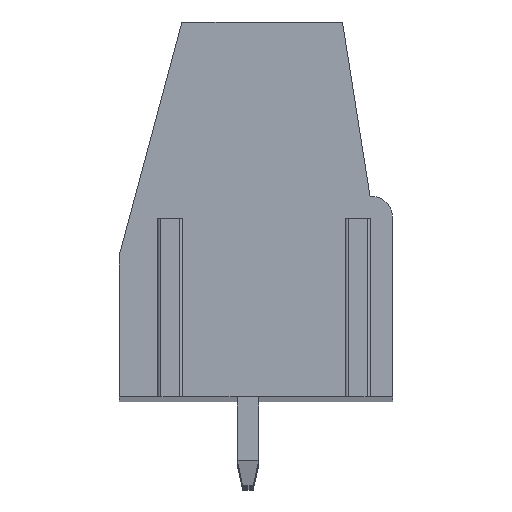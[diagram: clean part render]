
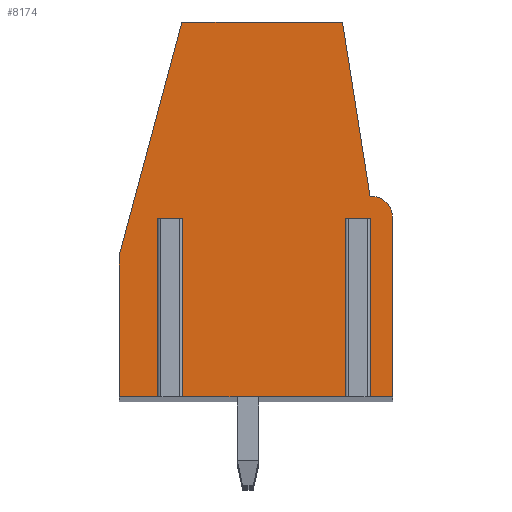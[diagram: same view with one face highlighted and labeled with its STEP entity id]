
A CAD part, top view. The second image highlights one B-rep face of the part: STEP entity #8174.
In plain terms, the highlighted planar face has unit normal (0, 0, 1).
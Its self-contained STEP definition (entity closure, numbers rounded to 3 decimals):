
#1212=DIRECTION('',(1.,0.,0.));
#1213=VECTOR('',#1212,0.57);
#1214=CARTESIAN_POINT('',(-3.485,-0.35,2.5));
#1215=LINE('',#1214,#1213);
#1216=DIRECTION('',(0.,1.,0.));
#1217=VECTOR('',#1216,6.65);
#1218=CARTESIAN_POINT('',(-3.485,-7.,2.5));
#1219=LINE('',#1218,#1217);
#1220=DIRECTION('',(1.,0.,0.));
#1221=VECTOR('',#1220,1.615);
#1222=CARTESIAN_POINT('',(-5.1,-7.,2.5));
#1223=LINE('',#1222,#1221);
#1224=DIRECTION('',(0.,-1.,0.));
#1225=VECTOR('',#1224,5.3);
#1226=CARTESIAN_POINT('',(-5.1,-1.7,2.5));
#1227=LINE('',#1226,#1225);
#1228=DIRECTION('',(-0.259,-0.966,0.));
#1229=VECTOR('',#1228,9.007);
#1230=CARTESIAN_POINT('',(-2.769,7.,2.5));
#1231=LINE('',#1230,#1229);
#1232=DIRECTION('',(-1.,0.,0.));
#1233=VECTOR('',#1232,6.);
#1234=CARTESIAN_POINT('',(3.231,7.,2.5));
#1235=LINE('',#1234,#1233);
#1236=DIRECTION('',(-0.156,0.988,0.));
#1237=VECTOR('',#1236,6.581);
#1238=CARTESIAN_POINT('',(4.261,0.5,2.5));
#1239=LINE('',#1238,#1237);
#1240=DIRECTION('',(-1.,0.,0.));
#1241=VECTOR('',#1240,0.039);
#1242=CARTESIAN_POINT('',(4.3,0.5,2.5));
#1243=LINE('',#1242,#1241);
#1244=CARTESIAN_POINT('',(4.3,-0.3,2.5));
#1245=DIRECTION('',(0.,0.,1.));
#1246=DIRECTION('',(1.,0.,0.));
#1247=AXIS2_PLACEMENT_3D('',#1244,#1245,#1246);
#1249=DIRECTION('',(0.,1.,0.));
#1250=VECTOR('',#1249,6.7);
#1251=CARTESIAN_POINT('',(5.1,-7.,2.5));
#1252=LINE('',#1251,#1250);
#1253=DIRECTION('',(1.,0.,0.));
#1254=VECTOR('',#1253,1.015);
#1255=CARTESIAN_POINT('',(4.085,-7.,2.5));
#1256=LINE('',#1255,#1254);
#1257=DIRECTION('',(0.,1.,0.));
#1258=VECTOR('',#1257,6.65);
#1259=CARTESIAN_POINT('',(4.085,-7.,2.5));
#1260=LINE('',#1259,#1258);
#1261=DIRECTION('',(1.,0.,0.));
#1262=VECTOR('',#1261,0.57);
#1263=CARTESIAN_POINT('',(3.515,-0.35,2.5));
#1264=LINE('',#1263,#1262);
#1265=DIRECTION('',(0.,1.,0.));
#1266=VECTOR('',#1265,6.65);
#1267=CARTESIAN_POINT('',(3.515,-7.,2.5));
#1268=LINE('',#1267,#1266);
#1269=DIRECTION('',(1.,0.,0.));
#1270=VECTOR('',#1269,6.43);
#1271=CARTESIAN_POINT('',(-2.915,-7.,2.5));
#1272=LINE('',#1271,#1270);
#1273=DIRECTION('',(0.,1.,0.));
#1274=VECTOR('',#1273,6.65);
#1275=CARTESIAN_POINT('',(-2.915,-7.,2.5));
#1276=LINE('',#1275,#1274);
#5527=CARTESIAN_POINT('',(-2.769,7.,2.5));
#5528=CARTESIAN_POINT('',(-5.1,-1.7,2.5));
#5529=VERTEX_POINT('',#5527);
#5530=VERTEX_POINT('',#5528);
#5531=CARTESIAN_POINT('',(-5.1,-7.,2.5));
#5532=VERTEX_POINT('',#5531);
#5533=CARTESIAN_POINT('',(5.1,-7.,2.5));
#5534=CARTESIAN_POINT('',(5.1,-0.3,2.5));
#5535=VERTEX_POINT('',#5533);
#5536=VERTEX_POINT('',#5534);
#5537=CARTESIAN_POINT('',(4.3,0.5,2.5));
#5538=VERTEX_POINT('',#5537);
#5539=CARTESIAN_POINT('',(4.261,0.5,2.5));
#5540=VERTEX_POINT('',#5539);
#5541=CARTESIAN_POINT('',(3.231,7.,2.5));
#5542=VERTEX_POINT('',#5541);
#5623=CARTESIAN_POINT('',(-3.485,-0.35,2.5));
#5624=CARTESIAN_POINT('',(-2.915,-0.35,2.5));
#5625=VERTEX_POINT('',#5623);
#5626=VERTEX_POINT('',#5624);
#5627=CARTESIAN_POINT('',(3.515,-0.35,2.5));
#5628=CARTESIAN_POINT('',(4.085,-0.35,2.5));
#5629=VERTEX_POINT('',#5627);
#5630=VERTEX_POINT('',#5628);
#5631=CARTESIAN_POINT('',(-2.915,-7.,2.5));
#5632=VERTEX_POINT('',#5631);
#5633=CARTESIAN_POINT('',(-3.485,-7.,2.5));
#5634=VERTEX_POINT('',#5633);
#5635=CARTESIAN_POINT('',(4.085,-7.,2.5));
#5636=VERTEX_POINT('',#5635);
#5637=CARTESIAN_POINT('',(3.515,-7.,2.5));
#5638=VERTEX_POINT('',#5637);
#8145=CARTESIAN_POINT('',(0.,0.,2.5));
#8146=DIRECTION('',(0.,0.,1.));
#8147=DIRECTION('',(1.,0.,0.));
#8148=AXIS2_PLACEMENT_3D('',#8145,#8146,#8147);
#8149=PLANE('',#8148);
#8151=ORIENTED_EDGE('',*,*,#8150,.F.);
#8153=ORIENTED_EDGE('',*,*,#8152,.F.);
#8154=ORIENTED_EDGE('',*,*,#7329,.F.);
#8155=ORIENTED_EDGE('',*,*,#7720,.F.);
#8156=ORIENTED_EDGE('',*,*,#7734,.F.);
#8157=ORIENTED_EDGE('',*,*,#7748,.F.);
#8158=ORIENTED_EDGE('',*,*,#7888,.F.);
#8159=ORIENTED_EDGE('',*,*,#7902,.F.);
#8160=ORIENTED_EDGE('',*,*,#7916,.F.);
#8161=ORIENTED_EDGE('',*,*,#7929,.F.);
#8162=ORIENTED_EDGE('',*,*,#7353,.F.);
#8164=ORIENTED_EDGE('',*,*,#8163,.T.);
#8166=ORIENTED_EDGE('',*,*,#8165,.F.);
#8168=ORIENTED_EDGE('',*,*,#8167,.F.);
#8169=ORIENTED_EDGE('',*,*,#7341,.F.);
#8171=ORIENTED_EDGE('',*,*,#8170,.T.);
#8172=EDGE_LOOP('',(#8151,#8153,#8154,#8155,#8156,#8157,#8158,#8159,#8160,#8161,
#8162,#8164,#8166,#8168,#8169,#8171));
#8173=FACE_OUTER_BOUND('',#8172,.F.);
#1248=CIRCLE('',#1247,0.8);
#7329=EDGE_CURVE('',#5532,#5634,#1223,.T.);
#7341=EDGE_CURVE('',#5632,#5638,#1272,.T.);
#7353=EDGE_CURVE('',#5636,#5535,#1256,.T.);
#7720=EDGE_CURVE('',#5530,#5532,#1227,.T.);
#7734=EDGE_CURVE('',#5529,#5530,#1231,.T.);
#7748=EDGE_CURVE('',#5542,#5529,#1235,.T.);
#7888=EDGE_CURVE('',#5540,#5542,#1239,.T.);
#7902=EDGE_CURVE('',#5538,#5540,#1243,.T.);
#7916=EDGE_CURVE('',#5536,#5538,#1248,.T.);
#7929=EDGE_CURVE('',#5535,#5536,#1252,.T.);
#8150=EDGE_CURVE('',#5625,#5626,#1215,.T.);
#8152=EDGE_CURVE('',#5634,#5625,#1219,.T.);
#8163=EDGE_CURVE('',#5636,#5630,#1260,.T.);
#8165=EDGE_CURVE('',#5629,#5630,#1264,.T.);
#8167=EDGE_CURVE('',#5638,#5629,#1268,.T.);
#8170=EDGE_CURVE('',#5632,#5626,#1276,.T.);
#8174=ADVANCED_FACE('',(#8173),#8149,.T.);
